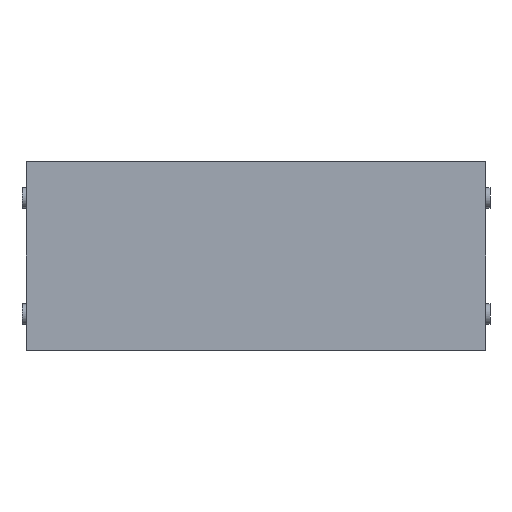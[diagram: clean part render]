
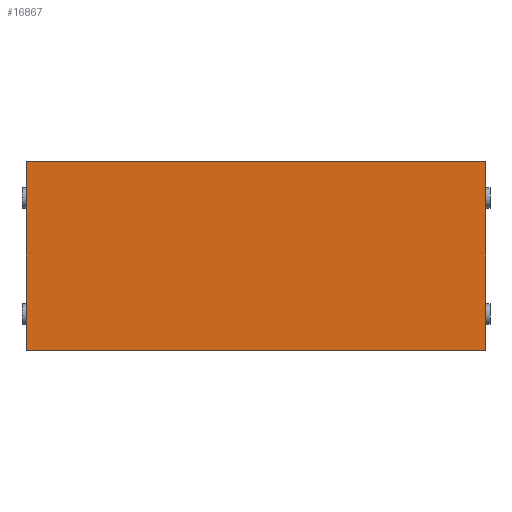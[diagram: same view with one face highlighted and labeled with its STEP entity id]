
A CAD part, front view. The second image highlights one B-rep face of the part: STEP entity #16867.
In plain terms, the highlighted planar face has unit normal (0, -1, 0).
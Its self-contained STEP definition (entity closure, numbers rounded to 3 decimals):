
#77 = DIRECTION ( 'NONE',  ( 0., -1., 0. ) ) ;
#701 = EDGE_CURVE ( 'NONE', #15674, #26205, #37761, .T. ) ;
#1843 = DIRECTION ( 'NONE',  ( -1., 0., 0. ) ) ;
#2835 = ORIENTED_EDGE ( 'NONE', *, *, #30035, .T. ) ;
#4459 = LINE ( 'NONE', #30613, #36655 ) ;
#5007 = CARTESIAN_POINT ( 'NONE',  ( 158., -20., 65. ) ) ;
#8842 = FACE_OUTER_BOUND ( 'NONE', #37403, .T. ) ;
#9029 = ORIENTED_EDGE ( 'NONE', *, *, #701, .T. ) ;
#9597 = EDGE_CURVE ( 'NONE', #19467, #27403, #26975, .T. ) ;
#9832 = AXIS2_PLACEMENT_3D ( 'NONE', #28900, #77, #14575 ) ;
#13040 = DIRECTION ( 'NONE',  ( 1., 0., 0. ) ) ;
#13667 = LINE ( 'NONE', #25322, #14450 ) ;
#14450 = VECTOR ( 'NONE', #1843, 1000. ) ;
#14465 = VECTOR ( 'NONE', #24282, 1000. ) ;
#14575 = DIRECTION ( 'NONE',  ( 0., 0., -1. ) ) ;
#15674 = VERTEX_POINT ( 'NONE', #29937 ) ;
#16464 = CARTESIAN_POINT ( 'NONE',  ( -158., -20., 65. ) ) ;
#16867 = ADVANCED_FACE ( 'NONE', ( #8842 ), #17061, .T. ) ;
#17061 = PLANE ( 'NONE',  #9832 ) ;
#17984 = CARTESIAN_POINT ( 'NONE',  ( -158., -20., 65. ) ) ;
#19467 = VERTEX_POINT ( 'NONE', #16464 ) ;
#22987 = EDGE_CURVE ( 'NONE', #27403, #15674, #4459, .T. ) ;
#23151 = ORIENTED_EDGE ( 'NONE', *, *, #9597, .T. ) ;
#24282 = DIRECTION ( 'NONE',  ( 0., 0., -1. ) ) ;
#25322 = CARTESIAN_POINT ( 'NONE',  ( -158., -20., 65. ) ) ;
#25931 = DIRECTION ( 'NONE',  ( 0., 0., 1. ) ) ;
#26205 = VERTEX_POINT ( 'NONE', #5007 ) ;
#26975 = LINE ( 'NONE', #17984, #14465 ) ;
#27403 = VERTEX_POINT ( 'NONE', #31028 ) ;
#28900 = CARTESIAN_POINT ( 'NONE',  ( 0., -20., 0. ) ) ;
#29937 = CARTESIAN_POINT ( 'NONE',  ( 158., -20., -65. ) ) ;
#30009 = ORIENTED_EDGE ( 'NONE', *, *, #22987, .T. ) ;
#30035 = EDGE_CURVE ( 'NONE', #26205, #19467, #13667, .T. ) ;
#30613 = CARTESIAN_POINT ( 'NONE',  ( -158., -20., -65. ) ) ;
#31028 = CARTESIAN_POINT ( 'NONE',  ( -158., -20., -65. ) ) ;
#36655 = VECTOR ( 'NONE', #13040, 1000. ) ;
#37390 = CARTESIAN_POINT ( 'NONE',  ( 158., -20., 65. ) ) ;
#37403 = EDGE_LOOP ( 'NONE', ( #23151, #30009, #9029, #2835 ) ) ;
#37761 = LINE ( 'NONE', #37390, #37778 ) ;
#37778 = VECTOR ( 'NONE', #25931, 1000. ) ;
